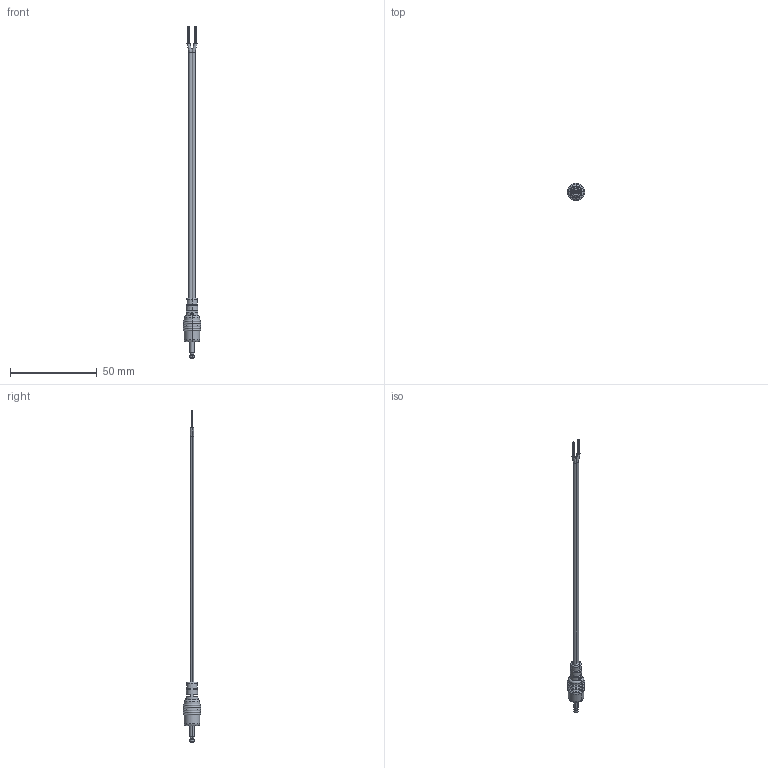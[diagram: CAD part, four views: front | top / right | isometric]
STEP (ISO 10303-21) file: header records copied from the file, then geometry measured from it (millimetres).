
FILE_DESCRIPTION (( 'STEP AP203' ), '1' );
FILE_NAME ('053-0191R_revA4.STEP', '2016-12-09T23:22:27', ( '' ), ( '' ), 'SwSTEP 2.0', 'SolidWorks 2015', '' );
FILE_SCHEMA (( 'CONFIG_CONTROL_DESIGN' ));
Length unit declared in the file: millimetre
Products named in the file (8): 053-0191R_revA4; 30-00003_stripped and tinned; 50-00106; 50-00106 spring contact; 24-00047; 50-00106 insulator block; 50-00106 insulator; 50-00106 contact
Assembly tree (7 placements, depth 3):
  053-0191R_revA4
    30-00003_stripped and tinned
    24-00047
    50-00106
      50-00106 spring contact
      50-00106 insulator
      50-00106 contact
      50-00106 insulator block
Bounding box: 10 x 10 x 191.5 mm (x, y, z)
Volume: 2171.5 mm3; surface area: 6880.3 mm2
Topology: 60 solids, 60 shells, 572 faces, 1282 edges, 830 vertices
Faces by surface type: plane 259, cylinder 218, bspline 50, cone 25, torus 20
Entity records: 19329 total; most frequent: CARTESIAN_POINT 5878, DIRECTION 2618, ORIENTED_EDGE 2548, EDGE_CURVE 1274, AXIS2_PLACEMENT_3D 1057, VERTEX_POINT 830, EDGE_LOOP 640, FACE_OUTER_BOUND 572
